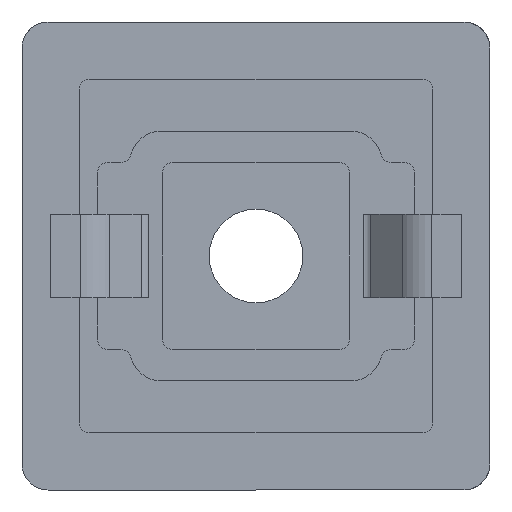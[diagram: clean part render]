
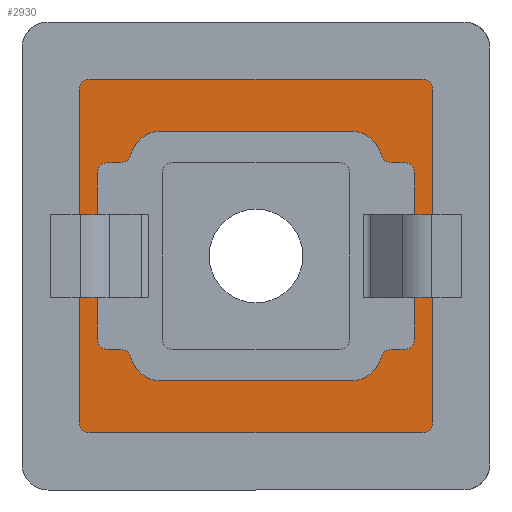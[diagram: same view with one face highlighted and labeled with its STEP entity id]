
A CAD part, front view. The second image highlights one B-rep face of the part: STEP entity #2930.
In plain terms, the highlighted planar face has unit normal (0, -1, 0).
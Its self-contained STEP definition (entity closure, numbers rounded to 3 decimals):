
#735 = CARTESIAN_POINT ( 'NONE',  ( -17., 4., 38.5 ) ) ;
#736 = CARTESIAN_POINT ( 'NONE',  ( 17., 4., 38.5 ) ) ;
#737 = CARTESIAN_POINT ( 'NONE',  ( 16., 4., 39.5 ) ) ;
#739 = CARTESIAN_POINT ( 'NONE',  ( -17., 4., 6.5 ) ) ;
#740 = CARTESIAN_POINT ( 'NONE',  ( -16., 4., 39.5 ) ) ;
#741 = CARTESIAN_POINT ( 'NONE',  ( 16., 4., 5.5 ) ) ;
#742 = CARTESIAN_POINT ( 'NONE',  ( -16., 4., 5.5 ) ) ;
#743 = CARTESIAN_POINT ( 'NONE',  ( 17., 4., 6.5 ) ) ;
#744 = CARTESIAN_POINT ( 'NONE',  ( 8., 4., 31.5 ) ) ;
#746 = CARTESIAN_POINT ( 'NONE',  ( -8., 4., 31.5 ) ) ;
#747 = CARTESIAN_POINT ( 'NONE',  ( -8., 4., 13.5 ) ) ;
#748 = CARTESIAN_POINT ( 'NONE',  ( 9., 4., 14.5 ) ) ;
#749 = CARTESIAN_POINT ( 'NONE',  ( 9., 4., 30.5 ) ) ;
#750 = CARTESIAN_POINT ( 'NONE',  ( -9., 4., 30.5 ) ) ;
#751 = CARTESIAN_POINT ( 'NONE',  ( 8., 4., 13.5 ) ) ;
#753 = CARTESIAN_POINT ( 'NONE',  ( -9., 4., 14.5 ) ) ;
#1066 = CARTESIAN_POINT ( 'NONE',  ( -17., 4., 5.5 ) ) ;
#1067 = DIRECTION ( 'NONE',  ( 0., 0., -1. ) ) ;
#1069 = CARTESIAN_POINT ( 'NONE',  ( 17., 4., 39.5 ) ) ;
#1070 = DIRECTION ( 'NONE',  ( -1., 0., 0. ) ) ;
#1075 = CARTESIAN_POINT ( 'NONE',  ( 17., 4., 5.5 ) ) ;
#1076 = DIRECTION ( 'NONE',  ( 0., 0., 1. ) ) ;
#1083 = CARTESIAN_POINT ( 'NONE',  ( 17., 4., 5.5 ) ) ;
#1084 = DIRECTION ( 'NONE',  ( 1., 0., 0. ) ) ;
#1087 = CARTESIAN_POINT ( 'NONE',  ( 9., 4., 31.5 ) ) ;
#1088 = DIRECTION ( 'NONE',  ( 0., 0., 1. ) ) ;
#1089 = DIRECTION ( 'NONE',  ( -1., 0., 0. ) ) ;
#1090 = DIRECTION ( 'NONE',  ( 1., 0., 0. ) ) ;
#1091 = CARTESIAN_POINT ( 'NONE',  ( 9., 4., 13.5 ) ) ;
#1092 = CARTESIAN_POINT ( 'NONE',  ( 8., 4., 30.5 ) ) ;
#1093 = DIRECTION ( 'NONE',  ( 0., 1., 0. ) ) ;
#1094 = DIRECTION ( 'NONE',  ( 0., 0., -1. ) ) ;
#1095 = CARTESIAN_POINT ( 'NONE',  ( 9., 4., 13.5 ) ) ;
#1096 = DIRECTION ( 'NONE',  ( 0., 0., -1. ) ) ;
#1097 = CARTESIAN_POINT ( 'NONE',  ( 8., 4., 14.5 ) ) ;
#1098 = DIRECTION ( 'NONE',  ( 0., 1., 0. ) ) ;
#1099 = DIRECTION ( 'NONE',  ( 0., 0., -1. ) ) ;
#1100 = CARTESIAN_POINT ( 'NONE',  ( -9., 4., 13.5 ) ) ;
#1101 = CARTESIAN_POINT ( 'NONE',  ( -8., 4., 14.5 ) ) ;
#1102 = DIRECTION ( 'NONE',  ( 0., 1., 0. ) ) ;
#1103 = DIRECTION ( 'NONE',  ( 0., 0., -1. ) ) ;
#1104 = CARTESIAN_POINT ( 'NONE',  ( -8., 4., 30.5 ) ) ;
#1105 = DIRECTION ( 'NONE',  ( 0., 1., 0. ) ) ;
#1106 = DIRECTION ( 'NONE',  ( 0., 0., -1. ) ) ;
#1107 = CARTESIAN_POINT ( 'NONE',  ( 16., 4., 6.5 ) ) ;
#1108 = DIRECTION ( 'NONE',  ( 0., -1., 0. ) ) ;
#1109 = DIRECTION ( 'NONE',  ( 0., 0., -1. ) ) ;
#1110 = CARTESIAN_POINT ( 'NONE',  ( 16., 4., 38.5 ) ) ;
#1111 = DIRECTION ( 'NONE',  ( 0., -1., 0. ) ) ;
#1112 = DIRECTION ( 'NONE',  ( 0., 0., -1. ) ) ;
#1115 = CARTESIAN_POINT ( 'NONE',  ( -16., 4., 38.5 ) ) ;
#1116 = DIRECTION ( 'NONE',  ( 0., -1., 0. ) ) ;
#1117 = DIRECTION ( 'NONE',  ( 0., 0., -1. ) ) ;
#1119 = CARTESIAN_POINT ( 'NONE',  ( -16., 4., 6.5 ) ) ;
#1120 = DIRECTION ( 'NONE',  ( 0., -1., 0. ) ) ;
#1121 = DIRECTION ( 'NONE',  ( 0., 0., -1. ) ) ;
#1457 = AXIS2_PLACEMENT_3D ( 'NONE', #4095, #4104, #4105 ) ;
#1513 = AXIS2_PLACEMENT_3D ( 'NONE', #1092, #1093, #1094 ) ;
#1514 = AXIS2_PLACEMENT_3D ( 'NONE', #1097, #1098, #1099 ) ;
#1515 = AXIS2_PLACEMENT_3D ( 'NONE', #1101, #1102, #1103 ) ;
#1516 = AXIS2_PLACEMENT_3D ( 'NONE', #1104, #1105, #1106 ) ;
#1517 = AXIS2_PLACEMENT_3D ( 'NONE', #1107, #1108, #1109 ) ;
#1518 = AXIS2_PLACEMENT_3D ( 'NONE', #1110, #1111, #1112 ) ;
#1519 = AXIS2_PLACEMENT_3D ( 'NONE', #1115, #1116, #1117 ) ;
#1520 = AXIS2_PLACEMENT_3D ( 'NONE', #1119, #1120, #1121 ) ;
#1933 = VERTEX_POINT ( 'NONE', #735 ) ;
#1934 = VERTEX_POINT ( 'NONE', #736 ) ;
#1935 = VERTEX_POINT ( 'NONE', #737 ) ;
#1937 = VERTEX_POINT ( 'NONE', #739 ) ;
#1938 = VERTEX_POINT ( 'NONE', #740 ) ;
#1939 = VERTEX_POINT ( 'NONE', #741 ) ;
#1940 = VERTEX_POINT ( 'NONE', #742 ) ;
#1941 = VERTEX_POINT ( 'NONE', #743 ) ;
#1942 = VERTEX_POINT ( 'NONE', #744 ) ;
#1944 = VERTEX_POINT ( 'NONE', #746 ) ;
#1945 = VERTEX_POINT ( 'NONE', #747 ) ;
#1946 = VERTEX_POINT ( 'NONE', #748 ) ;
#1947 = VERTEX_POINT ( 'NONE', #749 ) ;
#1948 = VERTEX_POINT ( 'NONE', #750 ) ;
#1949 = VERTEX_POINT ( 'NONE', #751 ) ;
#1951 = VERTEX_POINT ( 'NONE', #753 ) ;
#2222 = ORIENTED_EDGE ( 'NONE', *, *, #3086, .F. ) ;
#2223 = ORIENTED_EDGE ( 'NONE', *, *, #3087, .T. ) ;
#2224 = ORIENTED_EDGE ( 'NONE', *, *, #3088, .F. ) ;
#2225 = ORIENTED_EDGE ( 'NONE', *, *, #3089, .T. ) ;
#2226 = ORIENTED_EDGE ( 'NONE', *, *, #3090, .F. ) ;
#2227 = ORIENTED_EDGE ( 'NONE', *, *, #3091, .T. ) ;
#2228 = ORIENTED_EDGE ( 'NONE', *, *, #3092, .F. ) ;
#2229 = ORIENTED_EDGE ( 'NONE', *, *, #3093, .T. ) ;
#2230 = ORIENTED_EDGE ( 'NONE', *, *, #3084, .T. ) ;
#2231 = ORIENTED_EDGE ( 'NONE', *, *, #3094, .T. ) ;
#2232 = ORIENTED_EDGE ( 'NONE', *, *, #3080, .T. ) ;
#2233 = ORIENTED_EDGE ( 'NONE', *, *, #3095, .T. ) ;
#2234 = ORIENTED_EDGE ( 'NONE', *, *, #3077, .T. ) ;
#2235 = ORIENTED_EDGE ( 'NONE', *, *, #3096, .T. ) ;
#2236 = ORIENTED_EDGE ( 'NONE', *, *, #3075, .T. ) ;
#2237 = ORIENTED_EDGE ( 'NONE', *, *, #3097, .T. ) ;
#2643 = FACE_BOUND ( 'NONE', #3378, .T. ) ;
#2646 = FACE_OUTER_BOUND ( 'NONE', #3384, .T. ) ;
#2830 = LINE ( 'NONE', #1066, #2833 ) ;
#2833 = VECTOR ( 'NONE', #1067, 1000. ) ;
#2834 = LINE ( 'NONE', #1069, #2837 ) ;
#2837 = VECTOR ( 'NONE', #1070, 1000. ) ;
#2930 = ADVANCED_FACE ( 'NONE', ( #2643, #2646 ), #4099, .T. ) ;
#3075 = EDGE_CURVE ( 'NONE', #1933, #1937, #2830, .T. ) ;
#3077 = EDGE_CURVE ( 'NONE', #1935, #1938, #2834, .T. ) ;
#3080 = EDGE_CURVE ( 'NONE', #1941, #1934, #4213, .T. ) ;
#3084 = EDGE_CURVE ( 'NONE', #1940, #1939, #4219, .T. ) ;
#3086 = EDGE_CURVE ( 'NONE', #1942, #1944, #4223, .T. ) ;
#3087 = EDGE_CURVE ( 'NONE', #1942, #1947, #4228, .T. ) ;
#3088 = EDGE_CURVE ( 'NONE', #1946, #1947, #4225, .T. ) ;
#3089 = EDGE_CURVE ( 'NONE', #1946, #1949, #4227, .T. ) ;
#3090 = EDGE_CURVE ( 'NONE', #1945, #1949, #4231, .T. ) ;
#3091 = EDGE_CURVE ( 'NONE', #1945, #1951, #4229, .T. ) ;
#3092 = EDGE_CURVE ( 'NONE', #1948, #1951, #4234, .T. ) ;
#3093 = EDGE_CURVE ( 'NONE', #1948, #1944, #4232, .T. ) ;
#3094 = EDGE_CURVE ( 'NONE', #1939, #1941, #4237, .T. ) ;
#3095 = EDGE_CURVE ( 'NONE', #1934, #1935, #4238, .T. ) ;
#3096 = EDGE_CURVE ( 'NONE', #1938, #1933, #4239, .T. ) ;
#3097 = EDGE_CURVE ( 'NONE', #1937, #1940, #4240, .T. ) ;
#3378 = EDGE_LOOP ( 'NONE', ( #2222, #2223, #2224, #2225, #2226, #2227, #2228, #2229 ) ) ;
#3384 = EDGE_LOOP ( 'NONE', ( #2230, #2231, #2232, #2233, #2234, #2235, #2236, #2237 ) ) ;
#4095 = CARTESIAN_POINT ( 'NONE',  ( -17., 4., 39.5 ) ) ;
#4099 = PLANE ( 'NONE',  #1457 ) ;
#4104 = DIRECTION ( 'NONE',  ( 0., -1., 0. ) ) ;
#4105 = DIRECTION ( 'NONE',  ( 0., 0., -1. ) ) ;
#4213 = LINE ( 'NONE', #1075, #4214 ) ;
#4214 = VECTOR ( 'NONE', #1076, 1000. ) ;
#4219 = LINE ( 'NONE', #1083, #4222 ) ;
#4222 = VECTOR ( 'NONE', #1084, 1000. ) ;
#4223 = LINE ( 'NONE', #1087, #4226 ) ;
#4225 = LINE ( 'NONE', #1091, #4230 ) ;
#4226 = VECTOR ( 'NONE', #1089, 1000. ) ;
#4227 = CIRCLE ( 'NONE', #1514, 1. ) ;
#4228 = CIRCLE ( 'NONE', #1513, 1. ) ;
#4229 = CIRCLE ( 'NONE', #1515, 1. ) ;
#4230 = VECTOR ( 'NONE', #1088, 1000. ) ;
#4231 = LINE ( 'NONE', #1095, #4233 ) ;
#4232 = CIRCLE ( 'NONE', #1516, 1. ) ;
#4233 = VECTOR ( 'NONE', #1090, 1000. ) ;
#4234 = LINE ( 'NONE', #1100, #4236 ) ;
#4236 = VECTOR ( 'NONE', #1096, 1000. ) ;
#4237 = CIRCLE ( 'NONE', #1517, 1. ) ;
#4238 = CIRCLE ( 'NONE', #1518, 1. ) ;
#4239 = CIRCLE ( 'NONE', #1519, 1. ) ;
#4240 = CIRCLE ( 'NONE', #1520, 1. ) ;
